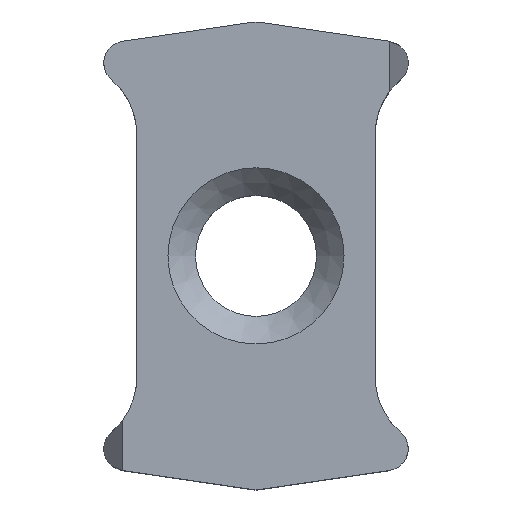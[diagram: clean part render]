
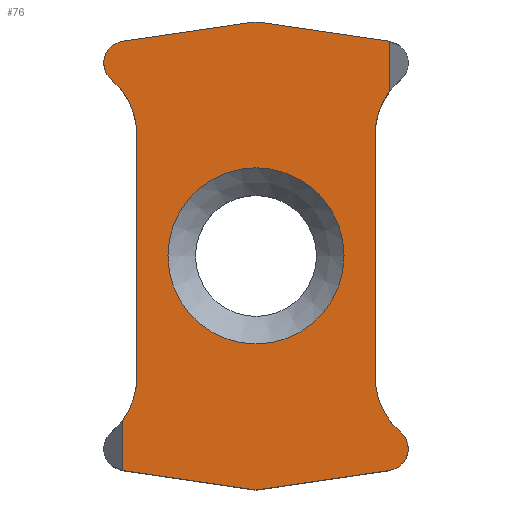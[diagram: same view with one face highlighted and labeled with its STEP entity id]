
A CAD part, top view. The second image highlights one B-rep face of the part: STEP entity #76.
In plain terms, the highlighted planar face has unit normal (0, 0, 1).
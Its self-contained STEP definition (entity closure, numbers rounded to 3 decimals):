
#76=ADVANCED_FACE('',(#113,#114),#101,.T.);
#101=PLANE('',#678);
#113=FACE_BOUND('',#123,.T.);
#114=FACE_BOUND('',#124,.T.);
#123=EDGE_LOOP('',(#153));
#124=EDGE_LOOP('',(#154,#155,#156,#157,#158,#159,#160,#161,#162,#163,#164,
#165,#166,#167,#168,#169));
#153=ORIENTED_EDGE('',*,*,#313,.T.);
#154=ORIENTED_EDGE('',*,*,#314,.F.);
#155=ORIENTED_EDGE('',*,*,#315,.T.);
#156=ORIENTED_EDGE('',*,*,#316,.F.);
#157=ORIENTED_EDGE('',*,*,#317,.F.);
#158=ORIENTED_EDGE('',*,*,#318,.F.);
#159=ORIENTED_EDGE('',*,*,#319,.F.);
#160=ORIENTED_EDGE('',*,*,#320,.F.);
#161=ORIENTED_EDGE('',*,*,#321,.F.);
#162=ORIENTED_EDGE('',*,*,#322,.F.);
#163=ORIENTED_EDGE('',*,*,#323,.T.);
#164=ORIENTED_EDGE('',*,*,#324,.F.);
#165=ORIENTED_EDGE('',*,*,#325,.F.);
#166=ORIENTED_EDGE('',*,*,#326,.F.);
#167=ORIENTED_EDGE('',*,*,#327,.F.);
#168=ORIENTED_EDGE('',*,*,#328,.F.);
#169=ORIENTED_EDGE('',*,*,#329,.F.);
#273=VERTEX_POINT('',#1016);
#274=VERTEX_POINT('',#1018);
#275=VERTEX_POINT('',#1019);
#276=VERTEX_POINT('',#1021);
#277=VERTEX_POINT('',#1023);
#278=VERTEX_POINT('',#1025);
#279=VERTEX_POINT('',#1027);
#280=VERTEX_POINT('',#1029);
#281=VERTEX_POINT('',#1031);
#282=VERTEX_POINT('',#1033);
#283=VERTEX_POINT('',#1035);
#284=VERTEX_POINT('',#1037);
#285=VERTEX_POINT('',#1039);
#286=VERTEX_POINT('',#1041);
#287=VERTEX_POINT('',#1043);
#288=VERTEX_POINT('',#1045);
#289=VERTEX_POINT('',#1047);
#313=EDGE_CURVE('',#273,#273,#384,.T.);
#314=EDGE_CURVE('',#274,#275,#385,.T.);
#315=EDGE_CURVE('',#274,#276,#500,.T.);
#316=EDGE_CURVE('',#277,#276,#501,.T.);
#317=EDGE_CURVE('',#278,#277,#386,.T.);
#318=EDGE_CURVE('',#279,#278,#502,.T.);
#319=EDGE_CURVE('',#280,#279,#387,.T.);
#320=EDGE_CURVE('',#281,#280,#388,.T.);
#321=EDGE_CURVE('',#282,#281,#503,.T.);
#322=EDGE_CURVE('',#283,#282,#389,.T.);
#323=EDGE_CURVE('',#283,#284,#504,.T.);
#324=EDGE_CURVE('',#285,#284,#505,.T.);
#325=EDGE_CURVE('',#286,#285,#390,.T.);
#326=EDGE_CURVE('',#287,#286,#506,.T.);
#327=EDGE_CURVE('',#288,#287,#391,.T.);
#328=EDGE_CURVE('',#289,#288,#392,.T.);
#329=EDGE_CURVE('',#275,#289,#507,.T.);
#384=CIRCLE('',#669,1.6);
#385=CIRCLE('',#670,1.3);
#386=CIRCLE('',#671,0.4);
#387=CIRCLE('',#672,0.4);
#388=CIRCLE('',#673,1.3);
#389=CIRCLE('',#674,1.3);
#390=CIRCLE('',#675,0.4);
#391=CIRCLE('',#676,0.4);
#392=CIRCLE('',#677,1.3);
#500=LINE('',#1020,#547);
#501=LINE('',#1022,#548);
#502=LINE('',#1026,#549);
#503=LINE('',#1032,#550);
#504=LINE('',#1036,#551);
#505=LINE('',#1038,#552);
#506=LINE('',#1042,#553);
#507=LINE('',#1048,#554);
#547=VECTOR('',#767,1.);
#548=VECTOR('',#768,1.);
#549=VECTOR('',#771,1.);
#550=VECTOR('',#776,1.);
#551=VECTOR('',#779,1.);
#552=VECTOR('',#780,1.);
#553=VECTOR('',#783,1.);
#554=VECTOR('',#788,1.);
#669=AXIS2_PLACEMENT_3D('',#1015,#763,#764);
#670=AXIS2_PLACEMENT_3D('',#1017,#765,#766);
#671=AXIS2_PLACEMENT_3D('',#1024,#769,#770);
#672=AXIS2_PLACEMENT_3D('',#1028,#772,#773);
#673=AXIS2_PLACEMENT_3D('',#1030,#774,#775);
#674=AXIS2_PLACEMENT_3D('',#1034,#777,#778);
#675=AXIS2_PLACEMENT_3D('',#1040,#781,#782);
#676=AXIS2_PLACEMENT_3D('',#1044,#784,#785);
#677=AXIS2_PLACEMENT_3D('',#1046,#786,#787);
#678=AXIS2_PLACEMENT_3D('',#1049,#789,#790);
#763=DIRECTION('',(0.,0.,-1.));
#764=DIRECTION('',(1.,0.,0.));
#765=DIRECTION('',(0.,0.,1.));
#766=DIRECTION('',(1.,0.,0.));
#767=DIRECTION('',(0.,1.,0.));
#768=DIRECTION('',(0.989,-0.145,0.));
#769=DIRECTION('',(0.,0.,-1.));
#770=DIRECTION('',(1.,0.,0.));
#771=DIRECTION('',(0.989,0.145,0.));
#772=DIRECTION('',(0.,0.,-1.));
#773=DIRECTION('',(1.,0.,0.));
#774=DIRECTION('',(0.,0.,1.));
#775=DIRECTION('',(1.,0.,0.));
#776=DIRECTION('',(0.,1.,0.));
#777=DIRECTION('',(0.,0.,1.));
#778=DIRECTION('',(1.,0.,0.));
#779=DIRECTION('',(0.,-1.,0.));
#780=DIRECTION('',(-0.989,0.145,0.));
#781=DIRECTION('',(0.,0.,-1.));
#782=DIRECTION('',(1.,0.,0.));
#783=DIRECTION('',(-0.989,-0.145,0.));
#784=DIRECTION('',(0.,0.,-1.));
#785=DIRECTION('',(1.,0.,0.));
#786=DIRECTION('',(0.,0.,1.));
#787=DIRECTION('',(1.,0.,0.));
#788=DIRECTION('',(0.,-1.,0.));
#789=DIRECTION('',(0.,0.,1.));
#790=DIRECTION('',(1.,0.,0.));
#1015=CARTESIAN_POINT('',(0.,0.,0.));
#1016=CARTESIAN_POINT('',(1.6,0.,0.));
#1017=CARTESIAN_POINT('',(3.465,2.207,0.));
#1018=CARTESIAN_POINT('',(2.423,2.985,0.));
#1019=CARTESIAN_POINT('',(2.165,2.207,0.));
#1020=CARTESIAN_POINT('',(2.423,-2.207,0.));
#1021=CARTESIAN_POINT('',(2.423,3.899,0.));
#1022=CARTESIAN_POINT('',(4.319,3.621,0.));
#1023=CARTESIAN_POINT('',(0.058,4.246,0.));
#1024=CARTESIAN_POINT('',(0.,3.85,0.));
#1025=CARTESIAN_POINT('',(-0.058,4.246,0.));
#1026=CARTESIAN_POINT('',(2.465,4.616,0.));
#1027=CARTESIAN_POINT('',(-2.423,3.899,0.));
#1028=CARTESIAN_POINT('',(-2.365,3.503,0.));
#1029=CARTESIAN_POINT('',(-2.624,3.198,0.));
#1030=CARTESIAN_POINT('',(-3.465,2.207,0.));
#1031=CARTESIAN_POINT('',(-2.165,2.207,0.));
#1032=CARTESIAN_POINT('',(-2.165,-2.207,0.));
#1033=CARTESIAN_POINT('',(-2.165,-2.207,0.));
#1034=CARTESIAN_POINT('',(-3.465,-2.207,0.));
#1035=CARTESIAN_POINT('',(-2.423,-2.985,0.));
#1036=CARTESIAN_POINT('',(-2.423,-2.207,0.));
#1037=CARTESIAN_POINT('',(-2.423,-3.899,0.));
#1038=CARTESIAN_POINT('',(3.098,-4.708,0.));
#1039=CARTESIAN_POINT('',(-0.058,-4.246,0.));
#1040=CARTESIAN_POINT('',(0.,-3.85,0.));
#1041=CARTESIAN_POINT('',(0.058,-4.246,0.));
#1042=CARTESIAN_POINT('',(3.686,-3.714,0.));
#1043=CARTESIAN_POINT('',(2.423,-3.899,0.));
#1044=CARTESIAN_POINT('',(2.365,-3.503,0.));
#1045=CARTESIAN_POINT('',(2.624,-3.198,0.));
#1046=CARTESIAN_POINT('',(3.465,-2.207,0.));
#1047=CARTESIAN_POINT('',(2.165,-2.207,0.));
#1048=CARTESIAN_POINT('',(2.165,-2.207,0.));
#1049=CARTESIAN_POINT('',(3.465,-2.207,0.));
